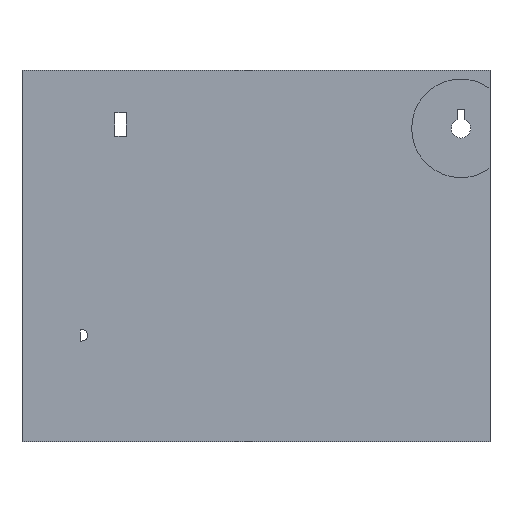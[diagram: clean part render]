
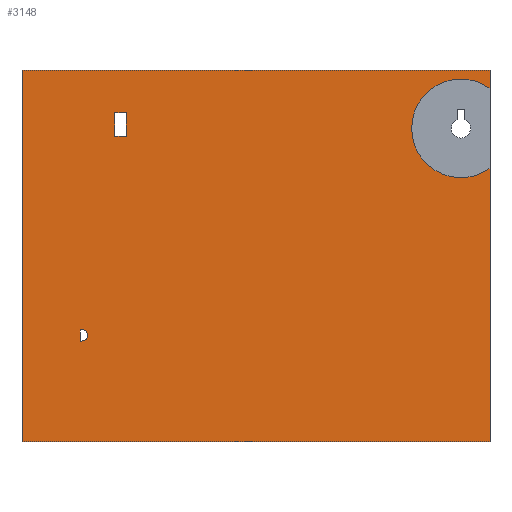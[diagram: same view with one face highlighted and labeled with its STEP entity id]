
A CAD part, front view. The second image highlights one B-rep face of the part: STEP entity #3148.
In plain terms, the highlighted planar face has unit normal (0, -1, 0).
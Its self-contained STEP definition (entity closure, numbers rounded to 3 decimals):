
#58=FACE_BOUND('',#443,.T.);
#59=FACE_BOUND('',#444,.T.);
#123=PLANE('',#3396);
#261=FACE_OUTER_BOUND('',#442,.T.);
#442=EDGE_LOOP('',(#2392,#2393,#2394,#2395,#2396,#2397));
#443=EDGE_LOOP('',(#2398,#2399,#2400,#2401));
#444=EDGE_LOOP('',(#2402,#2403,#2404));
#626=CIRCLE('',#3397,25.5);
#627=CIRCLE('',#3398,3.);
#628=CIRCLE('',#3399,3.);
#797=LINE('',#4776,#1151);
#798=LINE('',#4778,#1152);
#799=LINE('',#4780,#1153);
#800=LINE('',#4782,#1154);
#801=LINE('',#4783,#1155);
#802=LINE('',#4786,#1156);
#803=LINE('',#4788,#1157);
#804=LINE('',#4790,#1158);
#805=LINE('',#4791,#1159);
#806=LINE('',#4797,#1160);
#1151=VECTOR('',#3845,10.);
#1152=VECTOR('',#3846,10.);
#1153=VECTOR('',#3847,10.);
#1154=VECTOR('',#3848,10.);
#1155=VECTOR('',#3849,10.);
#1156=VECTOR('',#3850,10.);
#1157=VECTOR('',#3851,10.);
#1158=VECTOR('',#3852,10.);
#1159=VECTOR('',#3853,10.);
#1160=VECTOR('',#3858,10.);
#1487=VERTEX_POINT('',#4772);
#1488=VERTEX_POINT('',#4773);
#1489=VERTEX_POINT('',#4775);
#1490=VERTEX_POINT('',#4777);
#1491=VERTEX_POINT('',#4779);
#1492=VERTEX_POINT('',#4781);
#1493=VERTEX_POINT('',#4784);
#1494=VERTEX_POINT('',#4785);
#1495=VERTEX_POINT('',#4787);
#1496=VERTEX_POINT('',#4789);
#1497=VERTEX_POINT('',#4792);
#1498=VERTEX_POINT('',#4793);
#1499=VERTEX_POINT('',#4795);
#1825=EDGE_CURVE('',#1487,#1488,#626,.T.);
#1826=EDGE_CURVE('',#1488,#1489,#797,.T.);
#1827=EDGE_CURVE('',#1489,#1490,#798,.T.);
#1828=EDGE_CURVE('',#1490,#1491,#799,.T.);
#1829=EDGE_CURVE('',#1491,#1492,#800,.T.);
#1830=EDGE_CURVE('',#1492,#1487,#801,.T.);
#1831=EDGE_CURVE('',#1493,#1494,#802,.T.);
#1832=EDGE_CURVE('',#1494,#1495,#803,.T.);
#1833=EDGE_CURVE('',#1495,#1496,#804,.T.);
#1834=EDGE_CURVE('',#1496,#1493,#805,.T.);
#1835=EDGE_CURVE('',#1497,#1498,#627,.T.);
#1836=EDGE_CURVE('',#1498,#1499,#628,.T.);
#1837=EDGE_CURVE('',#1499,#1497,#806,.T.);
#2392=ORIENTED_EDGE('',*,*,#1825,.T.);
#2393=ORIENTED_EDGE('',*,*,#1826,.T.);
#2394=ORIENTED_EDGE('',*,*,#1827,.T.);
#2395=ORIENTED_EDGE('',*,*,#1828,.T.);
#2396=ORIENTED_EDGE('',*,*,#1829,.T.);
#2397=ORIENTED_EDGE('',*,*,#1830,.T.);
#2398=ORIENTED_EDGE('',*,*,#1831,.T.);
#2399=ORIENTED_EDGE('',*,*,#1832,.T.);
#2400=ORIENTED_EDGE('',*,*,#1833,.T.);
#2401=ORIENTED_EDGE('',*,*,#1834,.T.);
#2402=ORIENTED_EDGE('',*,*,#1835,.T.);
#2403=ORIENTED_EDGE('',*,*,#1836,.T.);
#2404=ORIENTED_EDGE('',*,*,#1837,.T.);
#3148=ADVANCED_FACE('',(#261,#58,#59),#123,.T.);
#3396=AXIS2_PLACEMENT_3D('',#4771,#3841,#3842);
#3397=AXIS2_PLACEMENT_3D('',#4774,#3843,#3844);
#3398=AXIS2_PLACEMENT_3D('',#4794,#3854,#3855);
#3399=AXIS2_PLACEMENT_3D('',#4796,#3856,#3857);
#3841=DIRECTION('center_axis',(0.,-1.,0.));
#3842=DIRECTION('ref_axis',(0.,0.,-1.));
#3843=DIRECTION('center_axis',(0.,1.,0.));
#3844=DIRECTION('ref_axis',(-1.,0.,0.));
#3845=DIRECTION('',(0.,0.,1.));
#3846=DIRECTION('',(-1.,0.,0.));
#3847=DIRECTION('',(0.,0.,-1.));
#3848=DIRECTION('',(1.,0.,0.));
#3849=DIRECTION('',(0.,0.,1.));
#3850=DIRECTION('',(1.,0.,0.));
#3851=DIRECTION('',(0.,0.,-1.));
#3852=DIRECTION('',(-1.,0.,0.));
#3853=DIRECTION('',(0.,0.,1.));
#3854=DIRECTION('center_axis',(0.,1.,0.));
#3855=DIRECTION('ref_axis',(-1.,0.,0.));
#3856=DIRECTION('center_axis',(0.,1.,0.));
#3857=DIRECTION('ref_axis',(-1.,0.,0.));
#3858=DIRECTION('',(0.,0.,1.));
#4771=CARTESIAN_POINT('Origin',(0.,-2.,0.));
#4772=CARTESIAN_POINT('',(121.,-2.,45.378));
#4773=CARTESIAN_POINT('',(121.,-2.,86.622));
#4774=CARTESIAN_POINT('Origin',(106.,-2.,66.));
#4775=CARTESIAN_POINT('',(121.,-2.,96.));
#4776=CARTESIAN_POINT('',(121.,-2.,96.));
#4777=CARTESIAN_POINT('',(-121.,-2.,96.));
#4778=CARTESIAN_POINT('',(-121.,-2.,96.));
#4779=CARTESIAN_POINT('',(-121.,-2.,-96.));
#4780=CARTESIAN_POINT('',(-121.,-2.,-19.));
#4781=CARTESIAN_POINT('',(121.,-2.,-96.));
#4782=CARTESIAN_POINT('',(121.,-2.,-96.));
#4783=CARTESIAN_POINT('',(121.,-2.,96.));
#4784=CARTESIAN_POINT('',(-73.,-2.,74.));
#4785=CARTESIAN_POINT('',(-67.,-2.,74.));
#4786=CARTESIAN_POINT('',(-33.5,-2.,74.));
#4787=CARTESIAN_POINT('',(-67.,-2.,62.));
#4788=CARTESIAN_POINT('',(-67.,-2.,31.));
#4789=CARTESIAN_POINT('',(-73.,-2.,62.));
#4790=CARTESIAN_POINT('',(-36.5,-2.,62.));
#4791=CARTESIAN_POINT('',(-73.,-2.,37.));
#4792=CARTESIAN_POINT('',(-91.,-2.,-38.172));
#4793=CARTESIAN_POINT('',(-87.,-2.,-41.));
#4794=CARTESIAN_POINT('Origin',(-90.,-2.,-41.));
#4795=CARTESIAN_POINT('',(-91.,-2.,-43.828));
#4796=CARTESIAN_POINT('Origin',(-90.,-2.,-41.));
#4797=CARTESIAN_POINT('',(-91.,-2.,-19.086));
